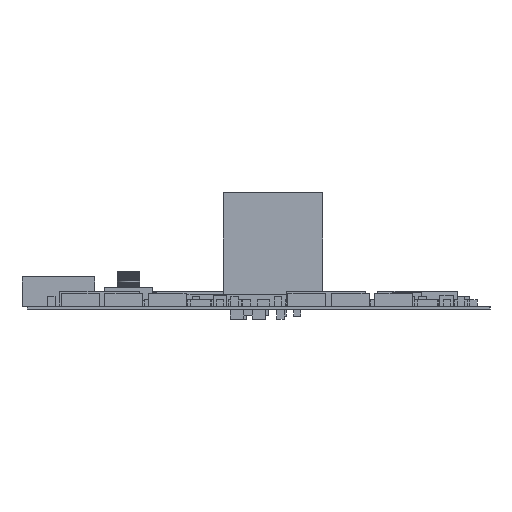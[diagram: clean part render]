
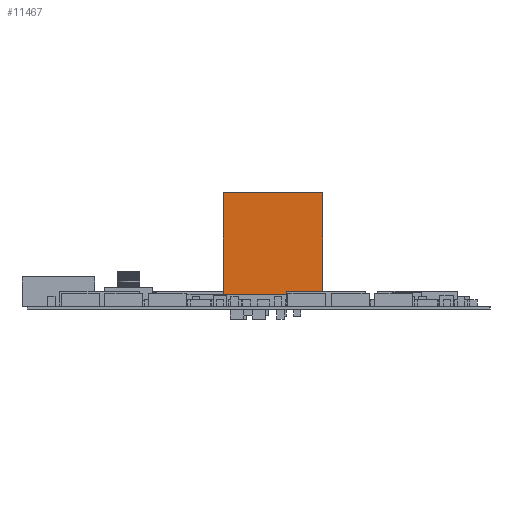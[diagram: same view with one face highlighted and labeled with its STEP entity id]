
A CAD part, left-side view. The second image highlights one B-rep face of the part: STEP entity #11467.
In plain terms, the highlighted planar face has unit normal (-1, 0, 0).
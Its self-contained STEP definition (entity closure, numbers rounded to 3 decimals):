
#11204 = EDGE_CURVE('',#11205,#11207,#11209,.T.);
#11205 = VERTEX_POINT('',#11206);
#11206 = CARTESIAN_POINT('',(-2.88,-6.57,0.));
#11207 = VERTEX_POINT('',#11208);
#11208 = CARTESIAN_POINT('',(-2.88,-6.57,15.));
#11209 = SURFACE_CURVE('',#11210,(#11214,#11226),.PCURVE_S1.);
#11210 = LINE('',#11211,#11212);
#11211 = CARTESIAN_POINT('',(-2.88,-6.57,0.));
#11212 = VECTOR('',#11213,1.);
#11213 = DIRECTION('',(0.,0.,1.));
#11214 = PCURVE('',#11215,#11220);
#11215 = PLANE('',#11216);
#11216 = AXIS2_PLACEMENT_3D('',#11217,#11218,#11219);
#11217 = CARTESIAN_POINT('',(-2.88,-6.57,0.));
#11218 = DIRECTION('',(0.,1.,0.));
#11219 = DIRECTION('',(1.,0.,0.));
#11220 = DEFINITIONAL_REPRESENTATION('',(#11221),#11225);
#11221 = LINE('',#11222,#11223);
#11222 = CARTESIAN_POINT('',(0.,0.));
#11223 = VECTOR('',#11224,1.);
#11224 = DIRECTION('',(0.,-1.));
#11225 = ( GEOMETRIC_REPRESENTATION_CONTEXT(2) 
PARAMETRIC_REPRESENTATION_CONTEXT() REPRESENTATION_CONTEXT('2D SPACE',''
  ) );
#11226 = PCURVE('',#11227,#11232);
#11227 = PLANE('',#11228);
#11228 = AXIS2_PLACEMENT_3D('',#11229,#11230,#11231);
#11229 = CARTESIAN_POINT('',(-2.88,6.57,0.));
#11230 = DIRECTION('',(1.,0.,0.));
#11231 = DIRECTION('',(0.,-1.,0.));
#11232 = DEFINITIONAL_REPRESENTATION('',(#11233),#11237);
#11233 = LINE('',#11234,#11235);
#11234 = CARTESIAN_POINT('',(13.14,0.));
#11235 = VECTOR('',#11236,1.);
#11236 = DIRECTION('',(0.,-1.));
#11237 = ( GEOMETRIC_REPRESENTATION_CONTEXT(2) 
PARAMETRIC_REPRESENTATION_CONTEXT() REPRESENTATION_CONTEXT('2D SPACE',''
  ) );
#11255 = PLANE('',#11256);
#11256 = AXIS2_PLACEMENT_3D('',#11257,#11258,#11259);
#11257 = CARTESIAN_POINT('',(-2.88,-6.57,15.));
#11258 = DIRECTION('',(0.,0.,-1.));
#11259 = DIRECTION('',(-1.,0.,0.));
#11309 = PLANE('',#11310);
#11310 = AXIS2_PLACEMENT_3D('',#11311,#11312,#11313);
#11311 = CARTESIAN_POINT('',(-2.88,-6.57,0.));
#11312 = DIRECTION('',(0.,0.,-1.));
#11313 = DIRECTION('',(-1.,0.,0.));
#11364 = PLANE('',#11365);
#11365 = AXIS2_PLACEMENT_3D('',#11366,#11367,#11368);
#11366 = CARTESIAN_POINT('',(2.88,6.57,0.));
#11367 = DIRECTION('',(0.,-1.,0.));
#11368 = DIRECTION('',(-1.,0.,0.));
#11402 = VERTEX_POINT('',#11403);
#11403 = CARTESIAN_POINT('',(-2.88,6.57,15.));
#11424 = EDGE_CURVE('',#11425,#11402,#11427,.T.);
#11425 = VERTEX_POINT('',#11426);
#11426 = CARTESIAN_POINT('',(-2.88,6.57,0.));
#11427 = SURFACE_CURVE('',#11428,(#11432,#11439),.PCURVE_S1.);
#11428 = LINE('',#11429,#11430);
#11429 = CARTESIAN_POINT('',(-2.88,6.57,0.));
#11430 = VECTOR('',#11431,1.);
#11431 = DIRECTION('',(0.,0.,1.));
#11432 = PCURVE('',#11364,#11433);
#11433 = DEFINITIONAL_REPRESENTATION('',(#11434),#11438);
#11434 = LINE('',#11435,#11436);
#11435 = CARTESIAN_POINT('',(5.76,0.));
#11436 = VECTOR('',#11437,1.);
#11437 = DIRECTION('',(0.,-1.));
#11438 = ( GEOMETRIC_REPRESENTATION_CONTEXT(2) 
PARAMETRIC_REPRESENTATION_CONTEXT() REPRESENTATION_CONTEXT('2D SPACE',''
  ) );
#11439 = PCURVE('',#11227,#11440);
#11440 = DEFINITIONAL_REPRESENTATION('',(#11441),#11445);
#11441 = LINE('',#11442,#11443);
#11442 = CARTESIAN_POINT('',(0.,0.));
#11443 = VECTOR('',#11444,1.);
#11444 = DIRECTION('',(0.,-1.));
#11445 = ( GEOMETRIC_REPRESENTATION_CONTEXT(2) 
PARAMETRIC_REPRESENTATION_CONTEXT() REPRESENTATION_CONTEXT('2D SPACE',''
  ) );
#11467 = ADVANCED_FACE('',(#11468),#11227,.F.);
#11468 = FACE_BOUND('',#11469,.F.);
#11469 = EDGE_LOOP('',(#11470,#11471,#11492,#11493));
#11470 = ORIENTED_EDGE('',*,*,#11424,.T.);
#11471 = ORIENTED_EDGE('',*,*,#11472,.T.);
#11472 = EDGE_CURVE('',#11402,#11207,#11473,.T.);
#11473 = SURFACE_CURVE('',#11474,(#11478,#11485),.PCURVE_S1.);
#11474 = LINE('',#11475,#11476);
#11475 = CARTESIAN_POINT('',(-2.88,6.57,15.));
#11476 = VECTOR('',#11477,1.);
#11477 = DIRECTION('',(0.,-1.,0.));
#11478 = PCURVE('',#11227,#11479);
#11479 = DEFINITIONAL_REPRESENTATION('',(#11480),#11484);
#11480 = LINE('',#11481,#11482);
#11481 = CARTESIAN_POINT('',(0.,-15.));
#11482 = VECTOR('',#11483,1.);
#11483 = DIRECTION('',(1.,0.));
#11484 = ( GEOMETRIC_REPRESENTATION_CONTEXT(2) 
PARAMETRIC_REPRESENTATION_CONTEXT() REPRESENTATION_CONTEXT('2D SPACE',''
  ) );
#11485 = PCURVE('',#11255,#11486);
#11486 = DEFINITIONAL_REPRESENTATION('',(#11487),#11491);
#11487 = LINE('',#11488,#11489);
#11488 = CARTESIAN_POINT('',(0.,13.14));
#11489 = VECTOR('',#11490,1.);
#11490 = DIRECTION('',(0.,-1.));
#11491 = ( GEOMETRIC_REPRESENTATION_CONTEXT(2) 
PARAMETRIC_REPRESENTATION_CONTEXT() REPRESENTATION_CONTEXT('2D SPACE',''
  ) );
#11492 = ORIENTED_EDGE('',*,*,#11204,.F.);
#11493 = ORIENTED_EDGE('',*,*,#11494,.F.);
#11494 = EDGE_CURVE('',#11425,#11205,#11495,.T.);
#11495 = SURFACE_CURVE('',#11496,(#11500,#11507),.PCURVE_S1.);
#11496 = LINE('',#11497,#11498);
#11497 = CARTESIAN_POINT('',(-2.88,6.57,0.));
#11498 = VECTOR('',#11499,1.);
#11499 = DIRECTION('',(0.,-1.,0.));
#11500 = PCURVE('',#11227,#11501);
#11501 = DEFINITIONAL_REPRESENTATION('',(#11502),#11506);
#11502 = LINE('',#11503,#11504);
#11503 = CARTESIAN_POINT('',(0.,0.));
#11504 = VECTOR('',#11505,1.);
#11505 = DIRECTION('',(1.,0.));
#11506 = ( GEOMETRIC_REPRESENTATION_CONTEXT(2) 
PARAMETRIC_REPRESENTATION_CONTEXT() REPRESENTATION_CONTEXT('2D SPACE',''
  ) );
#11507 = PCURVE('',#11309,#11508);
#11508 = DEFINITIONAL_REPRESENTATION('',(#11509),#11513);
#11509 = LINE('',#11510,#11511);
#11510 = CARTESIAN_POINT('',(0.,13.14));
#11511 = VECTOR('',#11512,1.);
#11512 = DIRECTION('',(0.,-1.));
#11513 = ( GEOMETRIC_REPRESENTATION_CONTEXT(2) 
PARAMETRIC_REPRESENTATION_CONTEXT() REPRESENTATION_CONTEXT('2D SPACE',''
  ) );
